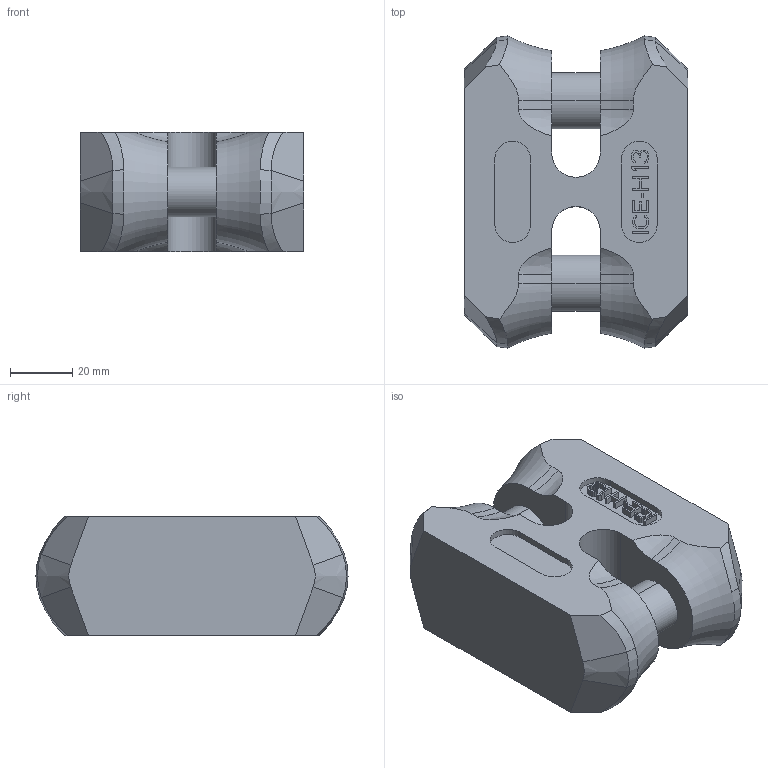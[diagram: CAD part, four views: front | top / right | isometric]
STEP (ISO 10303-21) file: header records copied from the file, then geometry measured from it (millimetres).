
FILE_DESCRIPTION((''),'2;1');
FILE_NAME('001-M34172-P-3','2015-01-16T',('Andreas.Wendler'),(''),'PRO/ENGINEER BY PARAMETRIC TECHNOLOGY CORPORATION, 2010140','PRO/ENGINEER BY PARAMETRIC TECHNOLOGY CORPORATION, 2010140','');
FILE_SCHEMA(('CONFIG_CONTROL_DESIGN'));
Length unit declared in the file: millimetre
Products named in the file (1): 001-M34172-P-3
Bounding box: 71.5 x 100.03 x 38.19 mm (x, y, z)
Volume: 193806.3 mm3; surface area: 27407.6 mm2
Topology: 1 solids, 1 shells, 221 faces, 616 edges, 408 vertices
Faces by surface type: plane 171, cylinder 18, bspline 16, cone 8, torus 4, extrusion 4
Entity records: 7588 total; most frequent: CARTESIAN_POINT 1941, ORIENTED_EDGE 1232, DIRECTION 1042, EDGE_CURVE 616, VECTOR 512, LINE 508, VERTEX_POINT 408, AXIS2_PLACEMENT_3D 265
